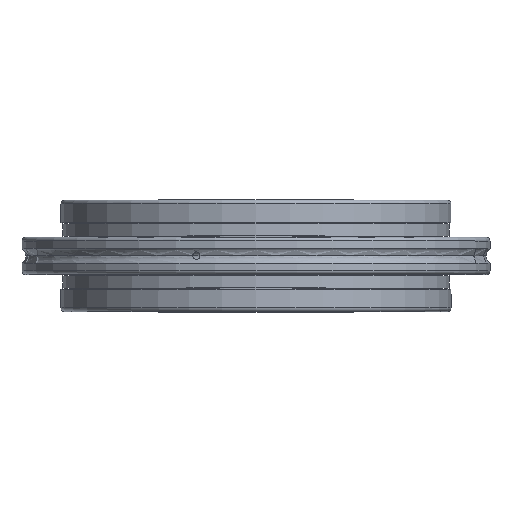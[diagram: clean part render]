
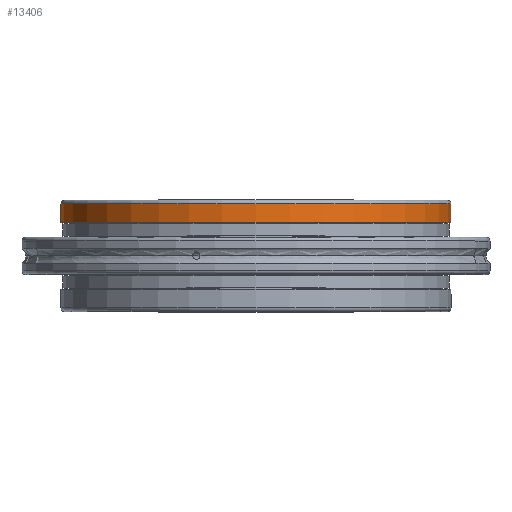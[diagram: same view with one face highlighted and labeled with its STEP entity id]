
A CAD part, top view. The second image highlights one B-rep face of the part: STEP entity #13406.
In plain terms, the highlighted cylindrical face has radius 52.5 mm (diameter 105 mm), a partial arc.
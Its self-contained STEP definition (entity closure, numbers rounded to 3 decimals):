
#631 = EDGE_CURVE ( 'NONE', #21381, #11048, #14430, .T. ) ;
#1453 = CARTESIAN_POINT ( 'NONE',  ( -52.5, 9., 0. ) ) ;
#2895 = CARTESIAN_POINT ( 'NONE',  ( -52.5, 14., 0. ) ) ;
#3594 = CARTESIAN_POINT ( 'NONE',  ( -52.5, 15., 0. ) ) ;
#3930 = CARTESIAN_POINT ( 'NONE',  ( 52.5, 14., 0. ) ) ;
#4799 = EDGE_CURVE ( 'NONE', #22649, #11048, #26379, .T. ) ;
#5015 = AXIS2_PLACEMENT_3D ( 'NONE', #31425, #25662, #20284 ) ;
#7482 = CARTESIAN_POINT ( 'NONE',  ( 52.5, 9., 0. ) ) ;
#8810 = LINE ( 'NONE', #33498, #9734 ) ;
#9734 = VECTOR ( 'NONE', #29085, 1000. ) ;
#11048 = VERTEX_POINT ( 'NONE', #2895 ) ;
#12428 = DIRECTION ( 'NONE',  ( 0., 1., 0. ) ) ;
#13406 = ADVANCED_FACE ( 'NONE', ( #28372 ), #14865, .T. ) ;
#14028 = CARTESIAN_POINT ( 'NONE',  ( 0., 14., 0. ) ) ;
#14430 = LINE ( 'NONE', #3594, #18624 ) ;
#14520 = AXIS2_PLACEMENT_3D ( 'NONE', #35433, #32538, #18497 ) ;
#14865 = CYLINDRICAL_SURFACE ( 'NONE', #5015, 52.5 ) ;
#16736 = ORIENTED_EDGE ( 'NONE', *, *, #631, .F. ) ;
#18497 = DIRECTION ( 'NONE',  ( 1., 0., 0. ) ) ;
#18624 = VECTOR ( 'NONE', #12428, 1000. ) ;
#19290 = EDGE_CURVE ( 'NONE', #19549, #22649, #8810, .T. ) ;
#19549 = VERTEX_POINT ( 'NONE', #7482 ) ;
#20284 = DIRECTION ( 'NONE',  ( -1., 0., 0. ) ) ;
#21381 = VERTEX_POINT ( 'NONE', #1453 ) ;
#21683 = EDGE_LOOP ( 'NONE', ( #26207, #28052, #29327, #16736 ) ) ;
#22649 = VERTEX_POINT ( 'NONE', #3930 ) ;
#24835 = DIRECTION ( 'NONE',  ( -1., 0., 0. ) ) ;
#25030 = EDGE_CURVE ( 'NONE', #19549, #21381, #30048, .T. ) ;
#25662 = DIRECTION ( 'NONE',  ( 0., 1., 0. ) ) ;
#26207 = ORIENTED_EDGE ( 'NONE', *, *, #25030, .F. ) ;
#26379 = CIRCLE ( 'NONE', #29824, 52.5 ) ;
#28052 = ORIENTED_EDGE ( 'NONE', *, *, #19290, .T. ) ;
#28372 = FACE_OUTER_BOUND ( 'NONE', #21683, .T. ) ;
#29085 = DIRECTION ( 'NONE',  ( 0., 1., 0. ) ) ;
#29327 = ORIENTED_EDGE ( 'NONE', *, *, #4799, .T. ) ;
#29824 = AXIS2_PLACEMENT_3D ( 'NONE', #14028, #33294, #24835 ) ;
#30048 = CIRCLE ( 'NONE', #14520, 52.5 ) ;
#31425 = CARTESIAN_POINT ( 'NONE',  ( 0., 15., 0. ) ) ;
#32538 = DIRECTION ( 'NONE',  ( 0., -1., 0. ) ) ;
#33294 = DIRECTION ( 'NONE',  ( 0., -1., 0. ) ) ;
#33498 = CARTESIAN_POINT ( 'NONE',  ( 52.5, 15., 0. ) ) ;
#35433 = CARTESIAN_POINT ( 'NONE',  ( 0., 9., 0. ) ) ;
